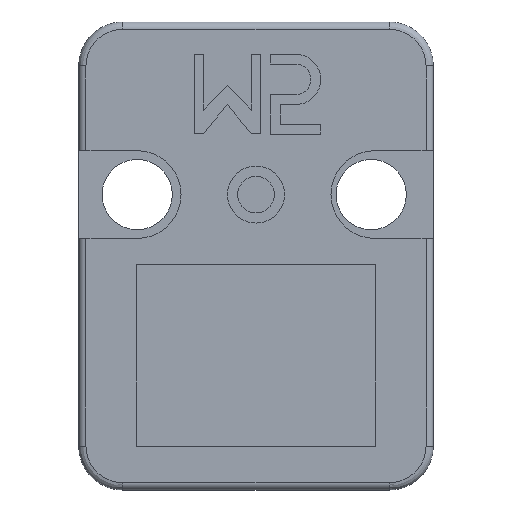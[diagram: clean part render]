
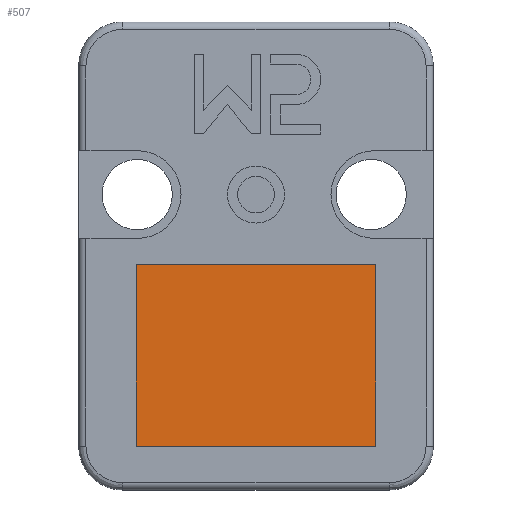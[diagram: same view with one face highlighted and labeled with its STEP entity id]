
A CAD part, front view. The second image highlights one B-rep face of the part: STEP entity #507.
In plain terms, the highlighted planar face has unit normal (0, -1, 0).
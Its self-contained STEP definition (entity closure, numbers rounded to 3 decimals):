
#507=ADVANCED_FACE('',(#2446),#2445,.F.);
#2445=PLANE('',#8888);
#2446=FACE_OUTER_BOUND('',#8889,.T.);
#8885=CARTESIAN_POINT('',(-177.336,10.385,-25.985));
#8886=DIRECTION('',(0.,1.,0.));
#8887=DIRECTION('',(0.,0.,-1.));
#8888=AXIS2_PLACEMENT_3D('',#8885,#8886,#8887);
#8889=EDGE_LOOP('',(#12888,#12889,#12890,#12891));
#12888=ORIENTED_EDGE('',*,*,#16351,.F.);
#12889=ORIENTED_EDGE('',*,*,#16352,.F.);
#12890=ORIENTED_EDGE('',*,*,#16353,.F.);
#12891=ORIENTED_EDGE('',*,*,#16354,.F.);
#16351=EDGE_CURVE('',#20379,#20380,#20381,.T.);
#16352=EDGE_CURVE('',#20387,#20379,#20388,.T.);
#16353=EDGE_CURVE('',#20394,#20387,#20395,.T.);
#16354=EDGE_CURVE('',#20380,#20394,#20401,.T.);
#20379=VERTEX_POINT('',#31931);
#20380=VERTEX_POINT('',#31932);
#20381=LINE('',#31933,#31934);
#20387=VERTEX_POINT('',#31936);
#20388=LINE('',#31937,#31938);
#20394=VERTEX_POINT('',#31940);
#20395=LINE('',#31941,#31942);
#20401=LINE('',#31944,#31945);
#31931=CARTESIAN_POINT('',(-195.376,10.385,-39.625));
#31932=CARTESIAN_POINT('',(-195.376,10.385,-27.225));
#31933=CARTESIAN_POINT('',(-195.376,10.385,-39.625));
#31934=VECTOR('',#31935,12.4);
#31935=DIRECTION('',(0.,0.,1.));
#31936=CARTESIAN_POINT('',(-178.976,10.385,-39.625));
#31937=CARTESIAN_POINT('',(-178.976,10.385,-39.625));
#31938=VECTOR('',#31939,16.4);
#31939=DIRECTION('',(-1.,0.,0.));
#31940=CARTESIAN_POINT('',(-178.976,10.385,-27.225));
#31941=CARTESIAN_POINT('',(-178.976,10.385,-27.225));
#31942=VECTOR('',#31943,12.4);
#31943=DIRECTION('',(0.,0.,-1.));
#31944=CARTESIAN_POINT('',(-195.376,10.385,-27.225));
#31945=VECTOR('',#31946,16.4);
#31946=DIRECTION('',(1.,0.,0.));
